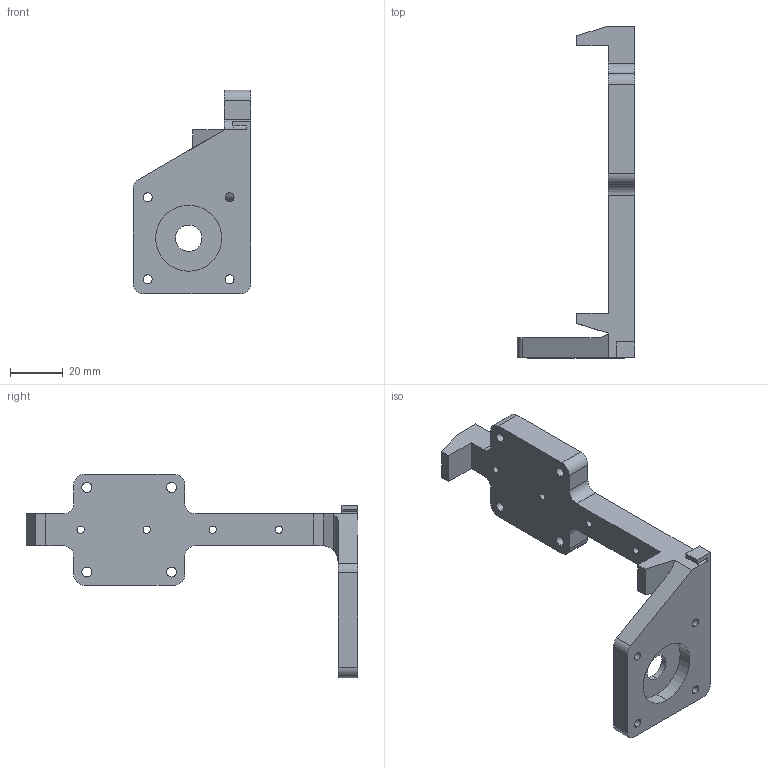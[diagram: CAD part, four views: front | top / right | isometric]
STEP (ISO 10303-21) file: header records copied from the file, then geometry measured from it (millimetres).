
FILE_DESCRIPTION (( 'STEP AP214' ), '1' );
FILE_NAME ('PW_V2.1_BracketPRUSA.STEP', '2022-06-19T07:28:41', ( '' ), ( '' ), 'SwSTEP 2.0', 'SolidWorks 2021', '' );
FILE_SCHEMA (( 'AUTOMOTIVE_DESIGN' ));
Length unit declared in the file: millimetre
Products named in the file (1): PW_V2.1_BracketPRUSA
Bounding box: 44.5 x 125.5 x 77 mm (x, y, z)
Volume: 42825 mm3; surface area: 16643 mm2
Topology: 1 solids, 1 shells, 85 faces, 233 edges, 155 vertices
Faces by surface type: cylinder 49, plane 36
Entity records: 2821 total; most frequent: DIRECTION 498, CARTESIAN_POINT 483, ORIENTED_EDGE 466, EDGE_CURVE 233, AXIS2_PLACEMENT_3D 182, VERTEX_POINT 155, VECTOR 134, LINE 134
